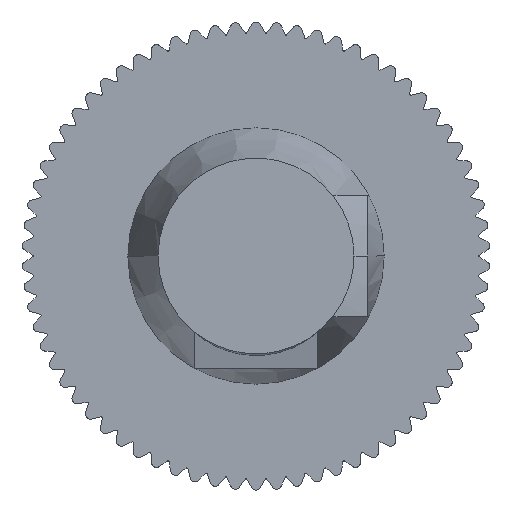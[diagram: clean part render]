
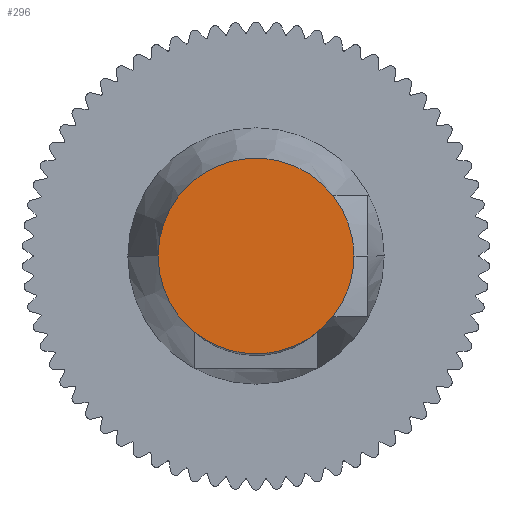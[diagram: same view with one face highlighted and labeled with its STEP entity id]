
A CAD part, front view. The second image highlights one B-rep face of the part: STEP entity #296.
In plain terms, the highlighted planar face has unit normal (0, -1, 0).
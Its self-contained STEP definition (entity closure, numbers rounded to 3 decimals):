
#125 = CARTESIAN_POINT ( 'NONE',  ( 4.759, 0., 1.08 ) ) ;
#211 = CARTESIAN_POINT ( 'NONE',  ( 4.85, 0., 0.542 ) ) ;
#261 = ORIENTED_EDGE ( 'NONE', *, *, #1933, .T. ) ;
#296 = ADVANCED_FACE ( 'NONE', ( #4707 ), #6143, .T. ) ;
#1398 = CARTESIAN_POINT ( 'NONE',  ( 3.978, 0., 2.787 ) ) ;
#1559 = CARTESIAN_POINT ( 'NONE',  ( 4.126, 0., 2.563 ) ) ;
#1933 = EDGE_CURVE ( 'NONE', #9521, #2352, #16588, .T. ) ;
#2263 = EDGE_CURVE ( 'NONE', #8800, #9521, #15675, .T. ) ;
#2269 = DIRECTION ( 'NONE',  ( 0., -1., 0. ) ) ;
#2299 = VERTEX_POINT ( 'NONE', #2816 ) ;
#2352 = VERTEX_POINT ( 'NONE', #10494 ) ;
#2741 = CARTESIAN_POINT ( 'NONE',  ( 4.85, 0., 0. ) ) ;
#2816 = CARTESIAN_POINT ( 'NONE',  ( 3.811, 0., 3. ) ) ;
#4699 = CARTESIAN_POINT ( 'NONE',  ( 0., 0., 0. ) ) ;
#4707 = FACE_OUTER_BOUND ( 'NONE', #11715, .T. ) ;
#4964 = DIRECTION ( 'NONE',  ( 1., 0., 0. ) ) ;
#5435 = DIRECTION ( 'NONE',  ( 1., 0., 0. ) ) ;
#5763 = EDGE_CURVE ( 'NONE', #2299, #2352, #11666, .T. ) ;
#6049 = DIRECTION ( 'NONE',  ( 0., -1., 0. ) ) ;
#6143 = PLANE ( 'NONE',  #11109 ) ;
#6773 = DIRECTION ( 'NONE',  ( 0., -1., 0. ) ) ;
#7223 = DIRECTION ( 'NONE',  ( 1., 0., 0. ) ) ;
#8044 = CARTESIAN_POINT ( 'NONE',  ( 4.493, 0., 1.846 ) ) ;
#8172 = EDGE_CURVE ( 'NONE', #2299, #8800, #9631, .T. ) ;
#8800 = VERTEX_POINT ( 'NONE', #16000 ) ;
#9247 = CARTESIAN_POINT ( 'NONE',  ( 4.85, 0., -0.541 ) ) ;
#9278 = ORIENTED_EDGE ( 'NONE', *, *, #8172, .T. ) ;
#9521 = VERTEX_POINT ( 'NONE', #10636 ) ;
#9631 = CIRCLE ( 'NONE', #11793, 4.85 ) ;
#10494 = CARTESIAN_POINT ( 'NONE',  ( 4.85, 0., 0. ) ) ;
#10585 = CARTESIAN_POINT ( 'NONE',  ( 4.76, 0., -1.07 ) ) ;
#10636 = CARTESIAN_POINT ( 'NONE',  ( 3.811, 0., -3. ) ) ;
#10902 = CARTESIAN_POINT ( 'NONE',  ( 3.811, 0., -3. ) ) ;
#11109 = AXIS2_PLACEMENT_3D ( 'NONE', #12295, #2269, #4964 ) ;
#11648 = AXIS2_PLACEMENT_3D ( 'NONE', #11838, #6773, #5435 ) ;
#11666 = B_SPLINE_CURVE_WITH_KNOTS ( 'NONE', 3,
 ( #13100, #1398, #1559, #15700, #8044, #125, #211, #2741 ),
 .UNSPECIFIED., .F., .F.,
 ( 4, 2, 2, 4 ),
 ( 0., 0.001, 0.002, 0.003 ),
 .UNSPECIFIED. ) ;
#11715 = EDGE_LOOP ( 'NONE', ( #12568, #9278, #14804, #261 ) ) ;
#11793 = AXIS2_PLACEMENT_3D ( 'NONE', #4699, #6049, #7223 ) ;
#11838 = CARTESIAN_POINT ( 'NONE',  ( 0., 0., 0. ) ) ;
#12295 = CARTESIAN_POINT ( 'NONE',  ( 0., 0., 0. ) ) ;
#12568 = ORIENTED_EDGE ( 'NONE', *, *, #5763, .F. ) ;
#13100 = CARTESIAN_POINT ( 'NONE',  ( 3.811, 0., 3. ) ) ;
#13361 = CARTESIAN_POINT ( 'NONE',  ( 4.145, 0., -2.575 ) ) ;
#14376 = CARTESIAN_POINT ( 'NONE',  ( 4.85, 0., 0. ) ) ;
#14804 = ORIENTED_EDGE ( 'NONE', *, *, #2263, .T. ) ;
#15675 = CIRCLE ( 'NONE', #11648, 4.85 ) ;
#15700 = CARTESIAN_POINT ( 'NONE',  ( 4.383, 0., 2.093 ) ) ;
#15885 = CARTESIAN_POINT ( 'NONE',  ( 4.402, 0., -2.104 ) ) ;
#16000 = CARTESIAN_POINT ( 'NONE',  ( -4.85, 0., 0. ) ) ;
#16588 = B_SPLINE_CURVE_WITH_KNOTS ( 'NONE', 3,
 ( #10902, #13361, #15885, #10585, #9247, #14376 ),
 .UNSPECIFIED., .F., .F.,
 ( 4, 2, 4 ),
 ( 0., 0.5, 1. ),
 .UNSPECIFIED. ) ;
